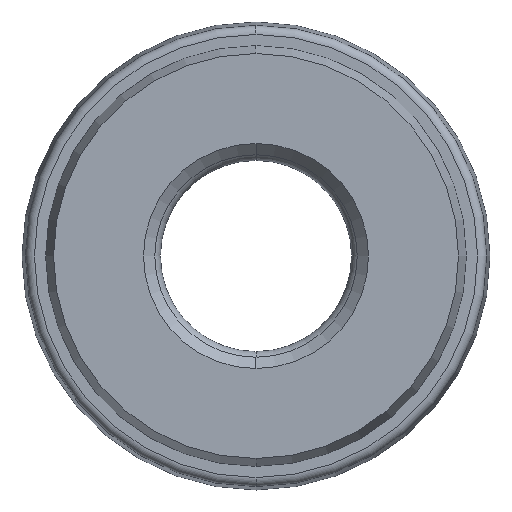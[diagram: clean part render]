
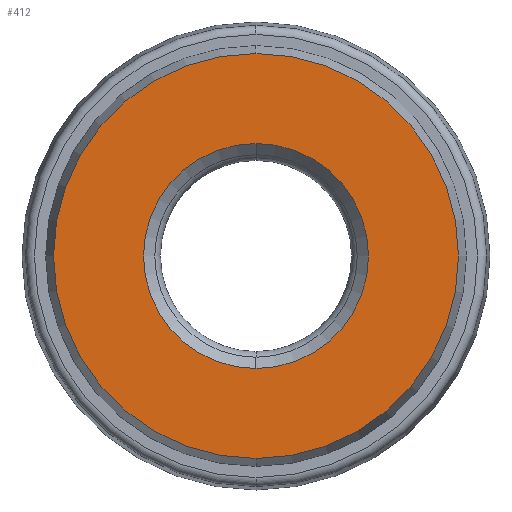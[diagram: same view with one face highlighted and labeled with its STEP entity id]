
A CAD part, left-side view. The second image highlights one B-rep face of the part: STEP entity #412.
In plain terms, the highlighted planar face has unit normal (-1, 0, 0).
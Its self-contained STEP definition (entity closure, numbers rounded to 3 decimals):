
#45 = FACE_OUTER_BOUND ( 'NONE', #1098, .T. ) ;
#67 = FACE_BOUND ( 'NONE', #1090, .T. ) ;
#146 = AXIS2_PLACEMENT_3D ( 'NONE', #1055, #1056, #1057 ) ;
#173 = AXIS2_PLACEMENT_3D ( 'NONE', #1041, #1043, #1038 ) ;
#190 = AXIS2_PLACEMENT_3D ( 'NONE', #1039, #1031, #1058 ) ;
#192 = AXIS2_PLACEMENT_3D ( 'NONE', #917, #912, #906 ) ;
#225 = AXIS2_PLACEMENT_3D ( 'NONE', #286, #282, #304 ) ;
#282 = DIRECTION ( 'NONE',  ( 1., 0., 0. ) ) ;
#286 = CARTESIAN_POINT ( 'NONE',  ( 0., 4.5, 0. ) ) ;
#289 = PLANE ( 'NONE',  #225 ) ;
#304 = DIRECTION ( 'NONE',  ( 0., 0., -1. ) ) ;
#322 = CARTESIAN_POINT ( 'NONE',  ( 0., 0., -5. ) ) ;
#331 = CARTESIAN_POINT ( 'NONE',  ( 0., 0., 9. ) ) ;
#332 = CARTESIAN_POINT ( 'NONE',  ( 0., 0., 5. ) ) ;
#348 = CARTESIAN_POINT ( 'NONE',  ( 0., 0., -9. ) ) ;
#391 = ORIENTED_EDGE ( 'NONE', *, *, #885, .T. ) ;
#392 = ORIENTED_EDGE ( 'NONE', *, *, #899, .T. ) ;
#412 = ADVANCED_FACE ( 'NONE', ( #67, #45 ), #289, .F. ) ;
#436 = VERTEX_POINT ( 'NONE', #331 ) ;
#439 = ORIENTED_EDGE ( 'NONE', *, *, #902, .T. ) ;
#440 = VERTEX_POINT ( 'NONE', #332 ) ;
#449 = VERTEX_POINT ( 'NONE', #322 ) ;
#598 = CIRCLE ( 'NONE', #192, 5. ) ;
#647 = ORIENTED_EDGE ( 'NONE', *, *, #837, .T. ) ;
#667 = CIRCLE ( 'NONE', #190, 5. ) ;
#678 = CIRCLE ( 'NONE', #173, 9. ) ;
#690 = CIRCLE ( 'NONE', #146, 9. ) ;
#815 = VERTEX_POINT ( 'NONE', #348 ) ;
#837 = EDGE_CURVE ( 'NONE', #440, #449, #598, .T. ) ;
#885 = EDGE_CURVE ( 'NONE', #449, #440, #667, .T. ) ;
#899 = EDGE_CURVE ( 'NONE', #815, #436, #690, .T. ) ;
#902 = EDGE_CURVE ( 'NONE', #436, #815, #678, .T. ) ;
#906 = DIRECTION ( 'NONE',  ( 0., 0., -1. ) ) ;
#912 = DIRECTION ( 'NONE',  ( 1., 0., 0. ) ) ;
#917 = CARTESIAN_POINT ( 'NONE',  ( 0., 0., 0. ) ) ;
#1031 = DIRECTION ( 'NONE',  ( 1., 0., 0. ) ) ;
#1038 = DIRECTION ( 'NONE',  ( 0., 0., 1. ) ) ;
#1039 = CARTESIAN_POINT ( 'NONE',  ( 0., 0., 0. ) ) ;
#1041 = CARTESIAN_POINT ( 'NONE',  ( 0., 0., 0. ) ) ;
#1043 = DIRECTION ( 'NONE',  ( -1., 0., 0. ) ) ;
#1055 = CARTESIAN_POINT ( 'NONE',  ( 0., 0., 0. ) ) ;
#1056 = DIRECTION ( 'NONE',  ( -1., 0., 0. ) ) ;
#1057 = DIRECTION ( 'NONE',  ( 0., 0., 1. ) ) ;
#1058 = DIRECTION ( 'NONE',  ( 0., 0., -1. ) ) ;
#1090 = EDGE_LOOP ( 'NONE', ( #647, #391 ) ) ;
#1098 = EDGE_LOOP ( 'NONE', ( #392, #439 ) ) ;
